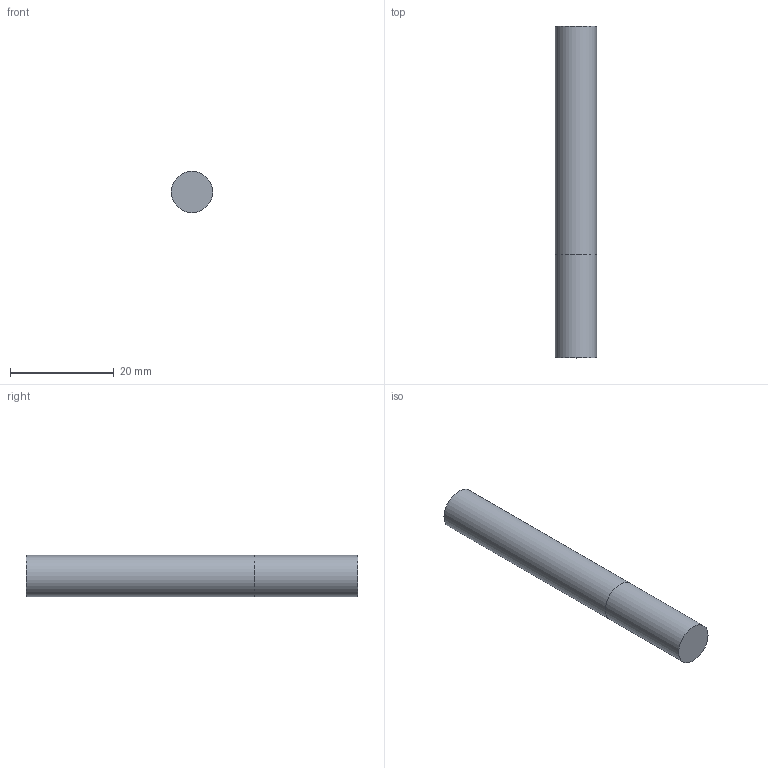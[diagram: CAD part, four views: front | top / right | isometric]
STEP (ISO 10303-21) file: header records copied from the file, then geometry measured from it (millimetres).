
FILE_DESCRIPTION((''),'2;1');
FILE_NAME('K30 0800.stp','2020-06-25T14:11:21',(''),(''),'STEP Write','Mastercam 2019 ... CNC Software, Inc.','');
FILE_SCHEMA(('AUTOMOTIVE_DESIGN'));
Length unit declared in the file: millimetre
Products named in the file (1): None
Bounding box: 8 x 64 x 8 mm (x, y, z)
Volume: 3217 mm3; surface area: 1709 mm2
Topology: 1 solids, 1 shells, 4 faces, 10 edges, 13 vertices
Faces by surface type: plane 2, cylinder 2
Full cylindrical faces by diameter (mm): 8 x2
Entity records: 153 total; most frequent: DIRECTION 23, CARTESIAN_POINT 22, STYLED_ITEM 11, AXIS2_PLACEMENT_3D 9, ORIENTED_EDGE 6, EDGE_LOOP 6, VECTOR 5, LINE 5
